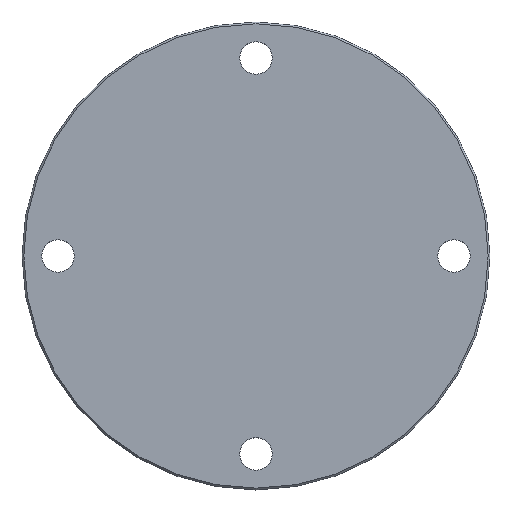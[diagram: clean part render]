
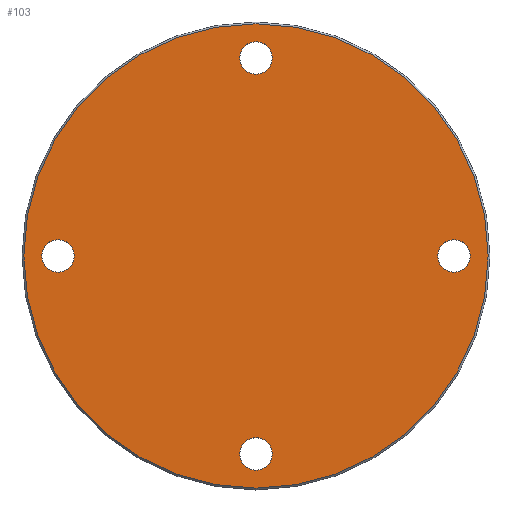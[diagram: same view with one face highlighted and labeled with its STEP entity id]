
A CAD part, top view. The second image highlights one B-rep face of the part: STEP entity #103.
In plain terms, the highlighted planar face has unit normal (0, 0, 1).
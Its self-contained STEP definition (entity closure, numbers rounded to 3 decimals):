
#29 = CARTESIAN_POINT ( 'NONE',  ( 0., -55., 0. ) ) ;
#46 = EDGE_CURVE ( 'NONE', #175, #456, #740, .T. ) ;
#67 = CARTESIAN_POINT ( 'NONE',  ( -4.5, -55., 0. ) ) ;
#90 = ORIENTED_EDGE ( 'NONE', *, *, #123, .F. ) ;
#93 = DIRECTION ( 'NONE',  ( 1., 0., 0. ) ) ;
#97 = CIRCLE ( 'NONE', #512, 4.5 ) ;
#103 = ADVANCED_FACE ( 'NONE', ( #174, #287, #829, #847, #665 ), #229, .F. ) ;
#112 = DIRECTION ( 'NONE',  ( 0., 0., 1. ) ) ;
#115 = CARTESIAN_POINT ( 'NONE',  ( -55., 0., 0. ) ) ;
#123 = EDGE_CURVE ( 'NONE', #622, #374, #807, .T. ) ;
#128 = EDGE_CURVE ( 'NONE', #243, #522, #97, .T. ) ;
#134 = CARTESIAN_POINT ( 'NONE',  ( 50.5, 0., 0. ) ) ;
#138 = EDGE_CURVE ( 'NONE', #374, #622, #640, .T. ) ;
#140 = CARTESIAN_POINT ( 'NONE',  ( 4.5, -55., 0. ) ) ;
#160 = DIRECTION ( 'NONE',  ( 0., 0., 1. ) ) ;
#166 = VERTEX_POINT ( 'NONE', #868 ) ;
#168 = EDGE_LOOP ( 'NONE', ( #319, #857 ) ) ;
#171 = EDGE_CURVE ( 'NONE', #456, #175, #406, .T. ) ;
#172 = AXIS2_PLACEMENT_3D ( 'NONE', #709, #272, #768 ) ;
#174 = FACE_BOUND ( 'NONE', #538, .T. ) ;
#175 = VERTEX_POINT ( 'NONE', #238 ) ;
#178 = DIRECTION ( 'NONE',  ( 1., 0., 0. ) ) ;
#210 = CARTESIAN_POINT ( 'NONE',  ( 64.5, 0., 0. ) ) ;
#211 = EDGE_CURVE ( 'NONE', #166, #523, #594, .T. ) ;
#213 = CARTESIAN_POINT ( 'NONE',  ( 0., -55., 0. ) ) ;
#215 = ORIENTED_EDGE ( 'NONE', *, *, #138, .F. ) ;
#229 = PLANE ( 'NONE',  #402 ) ;
#235 = CARTESIAN_POINT ( 'NONE',  ( 55., 0., 0. ) ) ;
#238 = CARTESIAN_POINT ( 'NONE',  ( -50.5, 0., 0. ) ) ;
#241 = CARTESIAN_POINT ( 'NONE',  ( 0., 0., 0. ) ) ;
#243 = VERTEX_POINT ( 'NONE', #246 ) ;
#246 = CARTESIAN_POINT ( 'NONE',  ( 4.5, 55., 0. ) ) ;
#260 = CIRCLE ( 'NONE', #825, 4.5 ) ;
#272 = DIRECTION ( 'NONE',  ( 0., 0., 1. ) ) ;
#273 = CARTESIAN_POINT ( 'NONE',  ( 0., 0., 0. ) ) ;
#283 = DIRECTION ( 'NONE',  ( 1., 0., 0. ) ) ;
#287 = FACE_BOUND ( 'NONE', #779, .T. ) ;
#295 = AXIS2_PLACEMENT_3D ( 'NONE', #593, #160, #669 ) ;
#296 = CARTESIAN_POINT ( 'NONE',  ( 0., 0., 0. ) ) ;
#302 = CARTESIAN_POINT ( 'NONE',  ( 55., 0., 0. ) ) ;
#306 = DIRECTION ( 'NONE',  ( 1., 0., 0. ) ) ;
#307 = CIRCLE ( 'NONE', #172, 4.5 ) ;
#311 = ORIENTED_EDGE ( 'NONE', *, *, #739, .F. ) ;
#313 = DIRECTION ( 'NONE',  ( 1., 0., 0. ) ) ;
#319 = ORIENTED_EDGE ( 'NONE', *, *, #46, .F. ) ;
#332 = ORIENTED_EDGE ( 'NONE', *, *, #872, .F. ) ;
#336 = CARTESIAN_POINT ( 'NONE',  ( -59.5, 0., 0. ) ) ;
#340 = DIRECTION ( 'NONE',  ( 1., 0., 0. ) ) ;
#354 = ORIENTED_EDGE ( 'NONE', *, *, #837, .F. ) ;
#369 = DIRECTION ( 'NONE',  ( -1., 0., 0. ) ) ;
#372 = DIRECTION ( 'NONE',  ( 1., 0., 0. ) ) ;
#374 = VERTEX_POINT ( 'NONE', #134 ) ;
#398 = VERTEX_POINT ( 'NONE', #67 ) ;
#402 = AXIS2_PLACEMENT_3D ( 'NONE', #296, #520, #369 ) ;
#406 = CIRCLE ( 'NONE', #707, 4.5 ) ;
#453 = AXIS2_PLACEMENT_3D ( 'NONE', #302, #798, #372 ) ;
#456 = VERTEX_POINT ( 'NONE', #336 ) ;
#458 = EDGE_CURVE ( 'NONE', #523, #166, #584, .T. ) ;
#496 = VERTEX_POINT ( 'NONE', #140 ) ;
#508 = DIRECTION ( 'NONE',  ( 0., 0., 1. ) ) ;
#512 = AXIS2_PLACEMENT_3D ( 'NONE', #527, #112, #607 ) ;
#520 = DIRECTION ( 'NONE',  ( 0., 0., -1. ) ) ;
#522 = VERTEX_POINT ( 'NONE', #649 ) ;
#523 = VERTEX_POINT ( 'NONE', #210 ) ;
#527 = CARTESIAN_POINT ( 'NONE',  ( 0., 55., 0. ) ) ;
#538 = EDGE_LOOP ( 'NONE', ( #90, #215 ) ) ;
#547 = EDGE_LOOP ( 'NONE', ( #691, #575 ) ) ;
#552 = CARTESIAN_POINT ( 'NONE',  ( 59.5, 0., 0. ) ) ;
#561 = AXIS2_PLACEMENT_3D ( 'NONE', #213, #721, #283 ) ;
#567 = AXIS2_PLACEMENT_3D ( 'NONE', #235, #738, #306 ) ;
#575 = ORIENTED_EDGE ( 'NONE', *, *, #458, .T. ) ;
#584 = CIRCLE ( 'NONE', #774, 64.5 ) ;
#593 = CARTESIAN_POINT ( 'NONE',  ( -55., 0., 0. ) ) ;
#594 = CIRCLE ( 'NONE', #831, 64.5 ) ;
#607 = DIRECTION ( 'NONE',  ( 1., 0., 0. ) ) ;
#614 = DIRECTION ( 'NONE',  ( 0., 0., 1. ) ) ;
#622 = VERTEX_POINT ( 'NONE', #552 ) ;
#640 = CIRCLE ( 'NONE', #567, 4.5 ) ;
#649 = CARTESIAN_POINT ( 'NONE',  ( -4.5, 55., 0. ) ) ;
#665 = FACE_OUTER_BOUND ( 'NONE', #547, .T. ) ;
#669 = DIRECTION ( 'NONE',  ( 1., 0., 0. ) ) ;
#673 = EDGE_LOOP ( 'NONE', ( #851, #311 ) ) ;
#691 = ORIENTED_EDGE ( 'NONE', *, *, #211, .T. ) ;
#692 = CIRCLE ( 'NONE', #561, 4.5 ) ;
#707 = AXIS2_PLACEMENT_3D ( 'NONE', #115, #614, #178 ) ;
#709 = CARTESIAN_POINT ( 'NONE',  ( 0., 55., 0. ) ) ;
#721 = DIRECTION ( 'NONE',  ( 0., 0., 1. ) ) ;
#738 = DIRECTION ( 'NONE',  ( 0., 0., 1. ) ) ;
#739 = EDGE_CURVE ( 'NONE', #522, #243, #307, .T. ) ;
#740 = CIRCLE ( 'NONE', #295, 4.5 ) ;
#746 = DIRECTION ( 'NONE',  ( 0., 0., 1. ) ) ;
#768 = DIRECTION ( 'NONE',  ( 1., 0., 0. ) ) ;
#772 = DIRECTION ( 'NONE',  ( 0., 0., 1. ) ) ;
#774 = AXIS2_PLACEMENT_3D ( 'NONE', #273, #772, #340 ) ;
#779 = EDGE_LOOP ( 'NONE', ( #354, #332 ) ) ;
#798 = DIRECTION ( 'NONE',  ( 0., 0., 1. ) ) ;
#807 = CIRCLE ( 'NONE', #453, 4.5 ) ;
#825 = AXIS2_PLACEMENT_3D ( 'NONE', #29, #508, #93 ) ;
#829 = FACE_BOUND ( 'NONE', #168, .T. ) ;
#831 = AXIS2_PLACEMENT_3D ( 'NONE', #241, #746, #313 ) ;
#837 = EDGE_CURVE ( 'NONE', #496, #398, #692, .T. ) ;
#847 = FACE_BOUND ( 'NONE', #673, .T. ) ;
#851 = ORIENTED_EDGE ( 'NONE', *, *, #128, .F. ) ;
#857 = ORIENTED_EDGE ( 'NONE', *, *, #171, .F. ) ;
#868 = CARTESIAN_POINT ( 'NONE',  ( -64.5, 0., 0. ) ) ;
#872 = EDGE_CURVE ( 'NONE', #398, #496, #260, .T. ) ;
